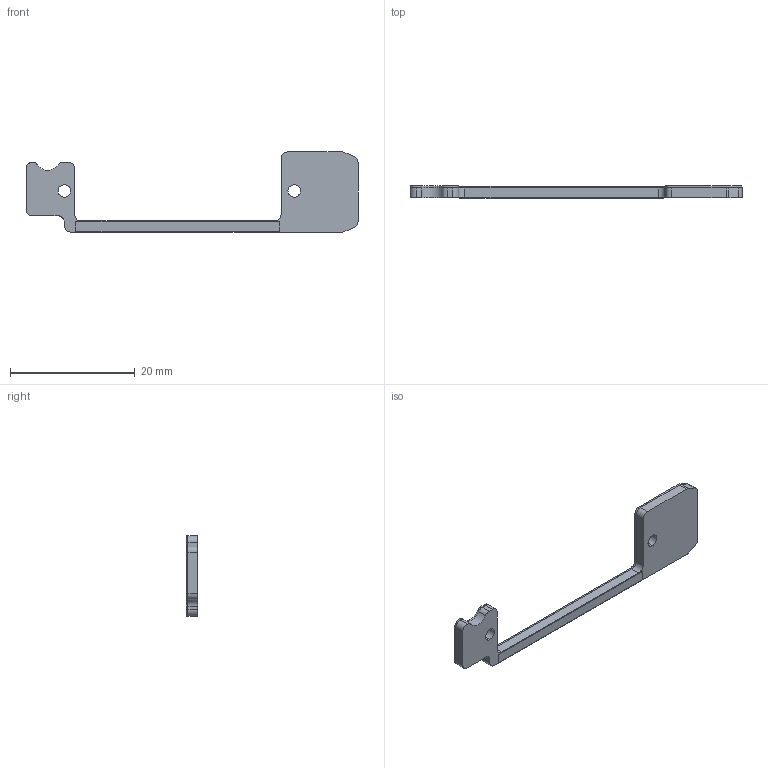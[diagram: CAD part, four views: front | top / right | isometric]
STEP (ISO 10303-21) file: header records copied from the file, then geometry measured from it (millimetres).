
FILE_DESCRIPTION (( 'STEP AP203' ), '1' );
FILE_NAME ('0180-004-DM-0086.STEP', '2017-12-22T08:23:19', ( '' ), ( '' ), 'SwSTEP 2.0', 'SolidWorks 2016', '' );
FILE_SCHEMA (( 'CONFIG_CONTROL_DESIGN' ));
Length unit declared in the file: millimetre
Products named in the file (1): 0180-004-DM-0086
Bounding box: 53.24 x 1.92 x 12.85 mm (x, y, z)
Volume: 526 mm3; surface area: 856.4 mm2
Topology: 1 solids, 1 shells, 69 faces, 190 edges, 124 vertices
Faces by surface type: cylinder 35, plane 34
Entity records: 2300 total; most frequent: CARTESIAN_POINT 405, DIRECTION 389, ORIENTED_EDGE 380, EDGE_CURVE 190, AXIS2_PLACEMENT_3D 134, VERTEX_POINT 124, VECTOR 121, LINE 121
